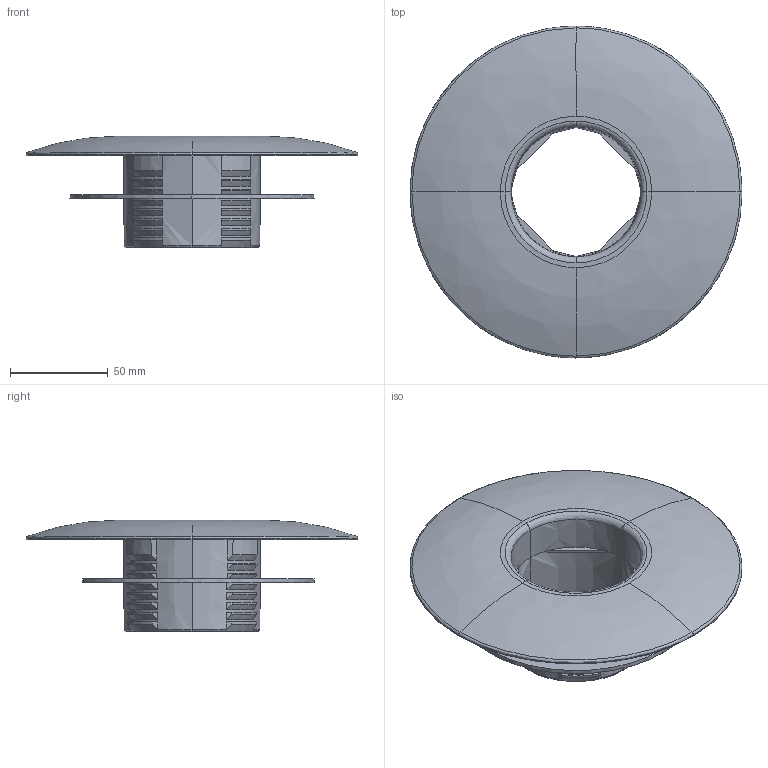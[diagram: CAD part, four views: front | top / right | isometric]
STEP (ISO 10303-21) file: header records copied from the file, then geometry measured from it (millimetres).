
FILE_DESCRIPTION(('CATIA V5 STEP Exchange','CAx-IF Rec.Pracs.--- Model Styling and Organization---1.2---2011-12-15'),'2;1');
FILE_NAME('PW32334.stp','2017-11-09T09:28:29+00:00',('none'),('none'),'CATIA Version 5-6 Release 2014 SP4','CATIA V5 STEP AP214','none');
FILE_SCHEMA(('AUTOMOTIVE_DESIGN { 1 0 10303 214 1 1 1 1 }'));
Length unit declared in the file: millimetre
Products named in the file (1): PW32334
Bounding box: 170 x 170 x 57 mm (x, y, z)
Volume: 79769.4 mm3; surface area: 83298.9 mm2
Topology: 3 solids, 3 shells, 286 faces, 740 edges, 482 vertices
Faces by surface type: bspline 144, plane 142
Entity records: 11370 total; most frequent: CARTESIAN_POINT 6131, ORIENTED_EDGE 1476, EDGE_CURVE 738, DIRECTION 524, VERTEX_POINT 482, EDGE_LOOP 310, B_SPLINE_CURVE_WITH_KNOTS 292, ADVANCED_FACE 286
